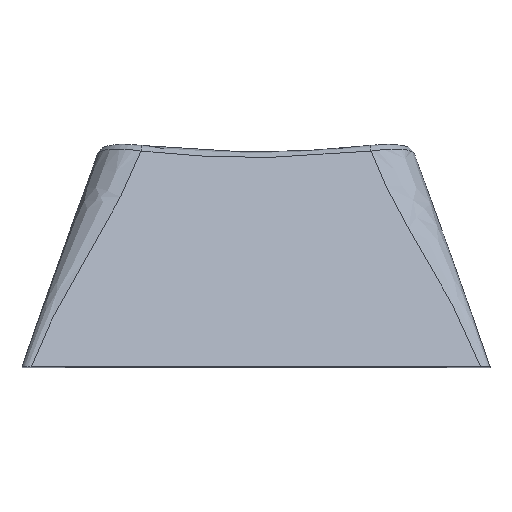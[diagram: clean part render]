
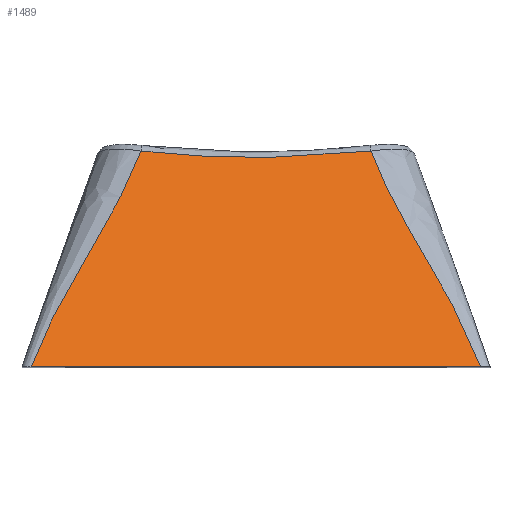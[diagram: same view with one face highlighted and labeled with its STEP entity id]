
A CAD part, top view. The second image highlights one B-rep face of the part: STEP entity #1489.
In plain terms, the highlighted planar face has unit normal (0, 0.438, 0.899).
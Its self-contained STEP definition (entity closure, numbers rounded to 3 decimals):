
#1312=VERTEX_POINT('',#1313);
#1313=CARTESIAN_POINT('',(17.637,0.0,0.0));
#1325=EDGE_CURVE('',#1312,#1326,#1328,.F.);
#1326=VERTEX_POINT('',#1327);
#1327=CARTESIAN_POINT('',(0.363,0.0,0.0));
#1328=LINE('',#1329,#1330);
#1329=CARTESIAN_POINT('',(0.0,0.0,0.0));
#1330=VECTOR('',#1331,1.0);
#1331=DIRECTION('',(1.0,0.0,0.0));
#1489=ADVANCED_FACE('',(#1490),#1552,.T.);
#1490=FACE_BOUND('',#1491,.T.);
#1491=EDGE_LOOP('',(#1492,#1518,#1527,#1551));
#1492=ORIENTED_EDGE('',*,*,#1493,.T.);
#1493=EDGE_CURVE('',#1312,#1494,#1496,.T.);
#1494=VERTEX_POINT('',#1495);
#1495=CARTESIAN_POINT('',(13.429,8.306,-4.043));
#1496=B_SPLINE_CURVE_WITH_KNOTS('',2,(#1497,#1498,#1499,#1500,#1501,#1502,#1503,#1504,#1505,#1506,#1507,#1508,#1509,#1510,#1511,#1512,#1513,#1514,#1515,#1516,#1517),.UNSPECIFIED.,.F.,.U.,(3,2,2,2,2,2,2,2,2,2,3),(0.0,0.125,0.25,0.375,0.5,0.625,0.75,0.875,0.938,0.969,1.0),.UNSPECIFIED.);
#1497=CARTESIAN_POINT('',(17.637,0.,0.));
#1498=CARTESIAN_POINT('',(17.452,0.527,-0.256));
#1499=CARTESIAN_POINT('',(17.194,1.098,-0.535));
#1500=CARTESIAN_POINT('',(16.966,1.606,-0.782));
#1501=CARTESIAN_POINT('',(16.668,2.174,-1.058));
#1502=CARTESIAN_POINT('',(16.42,2.648,-1.289));
#1503=CARTESIAN_POINT('',(16.086,3.234,-1.574));
#1504=CARTESIAN_POINT('',(15.885,3.586,-1.745));
#1505=CARTESIAN_POINT('',(15.475,4.286,-2.086));
#1506=CARTESIAN_POINT('',(15.063,4.989,-2.428));
#1507=CARTESIAN_POINT('',(14.864,5.338,-2.598));
#1508=CARTESIAN_POINT('',(14.53,5.924,-2.883));
#1509=CARTESIAN_POINT('',(14.283,6.398,-3.114));
#1510=CARTESIAN_POINT('',(13.986,6.969,-3.392));
#1511=CARTESIAN_POINT('',(13.763,7.475,-3.638));
#1512=CARTESIAN_POINT('',(13.64,7.754,-3.774));
#1513=CARTESIAN_POINT('',(13.535,8.023,-3.905));
#1514=CARTESIAN_POINT('',(13.482,8.159,-3.971));
#1515=CARTESIAN_POINT('',(13.431,8.299,-4.039));
#1516=CARTESIAN_POINT('',(13.425,8.315,-4.047));
#1517=CARTESIAN_POINT('',(13.332,8.577,-4.174));
#1518=ORIENTED_EDGE('',*,*,#1519,.T.);
#1519=EDGE_CURVE('',#1494,#1520,#1522,.T.);
#1520=VERTEX_POINT('',#1521);
#1521=CARTESIAN_POINT('',(4.571,8.306,-4.043));
#1522=ELLIPSE('',#1523,37.841,36.65);
#1523=AXIS2_PLACEMENT_3D('',#1524,#1525,#1526);
#1524=CARTESIAN_POINT('',(9.0,42.082,-20.481));
#1525=DIRECTION('',(0.0,-0.438,-0.899));
#1526=DIRECTION('',(0.0,-0.899,0.438));
#1527=ORIENTED_EDGE('',*,*,#1528,.T.);
#1528=EDGE_CURVE('',#1520,#1326,#1529,.T.);
#1529=B_SPLINE_CURVE_WITH_KNOTS('',2,(#1530,#1531,#1532,#1533,#1534,#1535,#1536,#1537,#1538,#1539,#1540,#1541,#1542,#1543,#1544,#1545,#1546,#1547,#1548,#1549,#1550),.UNSPECIFIED.,.F.,.U.,(3,2,2,2,2,2,2,2,2,2,3),(0.0,0.031,0.063,0.125,0.25,0.375,0.5,0.625,0.75,0.875,1.0),.UNSPECIFIED.);
#1530=CARTESIAN_POINT('',(4.668,8.577,-4.174));
#1531=CARTESIAN_POINT('',(4.575,8.316,-4.047));
#1532=CARTESIAN_POINT('',(4.569,8.299,-4.039));
#1533=CARTESIAN_POINT('',(4.518,8.16,-3.971));
#1534=CARTESIAN_POINT('',(4.465,8.023,-3.905));
#1535=CARTESIAN_POINT('',(4.361,7.755,-3.774));
#1536=CARTESIAN_POINT('',(4.237,7.475,-3.638));
#1537=CARTESIAN_POINT('',(4.014,6.97,-3.392));
#1538=CARTESIAN_POINT('',(3.717,6.398,-3.114));
#1539=CARTESIAN_POINT('',(3.47,5.925,-2.883));
#1540=CARTESIAN_POINT('',(3.136,5.338,-2.598));
#1541=CARTESIAN_POINT('',(2.937,4.989,-2.428));
#1542=CARTESIAN_POINT('',(2.525,4.286,-2.086));
#1543=CARTESIAN_POINT('',(2.116,3.587,-1.746));
#1544=CARTESIAN_POINT('',(1.914,3.234,-1.574));
#1545=CARTESIAN_POINT('',(1.581,2.648,-1.289));
#1546=CARTESIAN_POINT('',(1.332,2.174,-1.058));
#1547=CARTESIAN_POINT('',(1.035,1.607,-0.782));
#1548=CARTESIAN_POINT('',(0.806,1.098,-0.535));
#1549=CARTESIAN_POINT('',(0.549,0.527,-0.257));
#1550=CARTESIAN_POINT('',(0.363,0.,0.));
#1551=ORIENTED_EDGE('',*,*,#1325,.F.);
#1552=PLANE('',#1553);
#1553=AXIS2_PLACEMENT_3D('',#1554,#1555,#1556);
#1554=CARTESIAN_POINT('',(0.0,0.0,0.0));
#1555=DIRECTION('',(0.0,0.438,0.899));
#1556=DIRECTION('',(0.0,-0.899,0.438));
